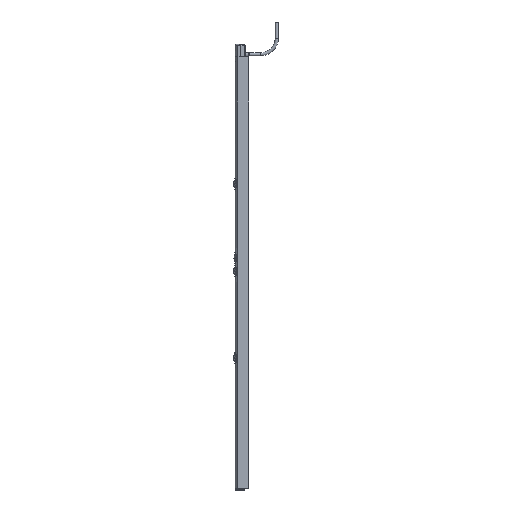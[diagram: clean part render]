
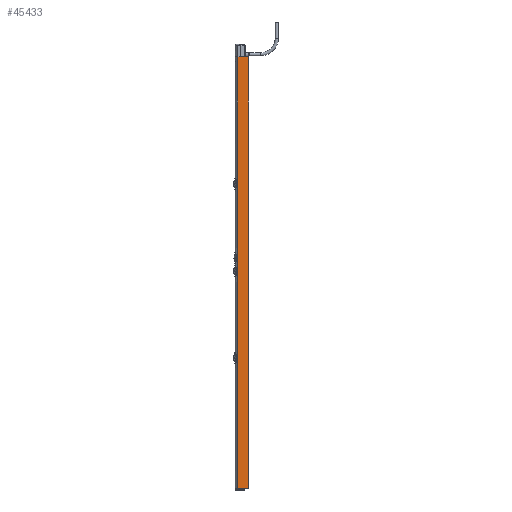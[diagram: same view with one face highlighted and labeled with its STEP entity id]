
A CAD part, left-side view. The second image highlights one B-rep face of the part: STEP entity #45433.
In plain terms, the highlighted planar face has unit normal (-1, 0, 0).
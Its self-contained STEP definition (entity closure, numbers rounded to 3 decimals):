
#7067=DIRECTION('',(0.,-1.,0.));
#7068=VECTOR('',#7067,12.973);
#7069=CARTESIAN_POINT('',(-6.,4.973,265.));
#7070=LINE('',#7069,#7068);
#7202=DIRECTION('',(0.,-1.,0.));
#7203=VECTOR('',#7202,12.973);
#7204=CARTESIAN_POINT('',(-6.,4.973,-269.45));
#7205=LINE('',#7204,#7203);
#16710=DIRECTION('',(0.,0.,-1.));
#16711=VECTOR('',#16710,534.45);
#16712=CARTESIAN_POINT('',(-6.,-8.,265.));
#16713=LINE('',#16712,#16711);
#16714=DIRECTION('',(0.,0.,-1.));
#16715=VECTOR('',#16714,534.45);
#16716=CARTESIAN_POINT('',(-6.,4.973,265.));
#16717=LINE('',#16716,#16715);
#22405=CARTESIAN_POINT('',(-6.,4.973,265.));
#22406=CARTESIAN_POINT('',(-6.,4.973,-269.45));
#22407=VERTEX_POINT('',#22405);
#22408=VERTEX_POINT('',#22406);
#22530=CARTESIAN_POINT('',(-6.,-8.,-269.45));
#22532=VERTEX_POINT('',#22530);
#22533=CARTESIAN_POINT('',(-6.,-8.,265.));
#22534=VERTEX_POINT('',#22533);
#45421=CARTESIAN_POINT('',(-6.,5.317,-269.45));
#45422=DIRECTION('',(-1.,0.,0.));
#45423=DIRECTION('',(0.,-1.,0.));
#45424=AXIS2_PLACEMENT_3D('',#45421,#45422,#45423);
#45425=PLANE('',#45424);
#45427=ORIENTED_EDGE('',*,*,#45426,.T.);
#45428=ORIENTED_EDGE('',*,*,#31925,.F.);
#45429=ORIENTED_EDGE('',*,*,#45415,.F.);
#45430=ORIENTED_EDGE('',*,*,#31758,.T.);
#45431=EDGE_LOOP('',(#45427,#45428,#45429,#45430));
#45432=FACE_OUTER_BOUND('',#45431,.F.);
#45433=ADVANCED_FACE('',(#45432),#45425,.T.);
#31758=EDGE_CURVE('',#22407,#22534,#7070,.T.);
#31925=EDGE_CURVE('',#22408,#22532,#7205,.T.);
#45415=EDGE_CURVE('',#22407,#22408,#16717,.T.);
#45426=EDGE_CURVE('',#22534,#22532,#16713,.T.);
